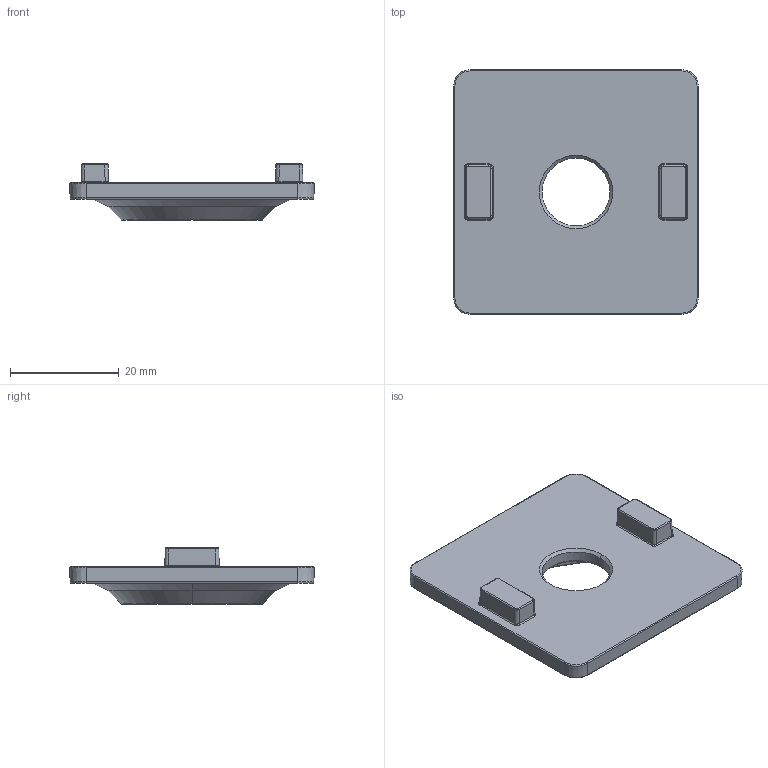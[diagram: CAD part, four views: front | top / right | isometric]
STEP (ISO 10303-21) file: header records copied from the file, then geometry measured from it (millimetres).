
FILE_DESCRIPTION (( 'STEP AP214' ), '1' );
FILE_NAME ('Accessories for aluminium profiles098SA45N10.step', '2016-10-19T15:27:24', ( '' ), ( '' ), 'SwSTEP 2.0', 'SolidWorks 2016', '' );
FILE_SCHEMA (( 'AUTOMOTIVE_DESIGN' ));
Length unit declared in the file: millimetre
Products named in the file (1): Accessories for aluminium profiles098SA45N10
Bounding box: 44.99 x 44.99 x 10.4 mm (x, y, z)
Volume: 7121.4 mm3; surface area: 4975.4 mm2
Topology: 1 solids, 1 shells, 185 faces, 415 edges, 233 vertices
Faces by surface type: cylinder 53, bspline 50, plane 29, sphere 22, torus 19, cone 12
Entity records: 5605 total; most frequent: CARTESIAN_POINT 1834, ORIENTED_EDGE 822, DIRECTION 775, EDGE_CURVE 411, AXIS2_PLACEMENT_3D 328, VERTEX_POINT 231, CIRCLE 192, EDGE_LOOP 190
